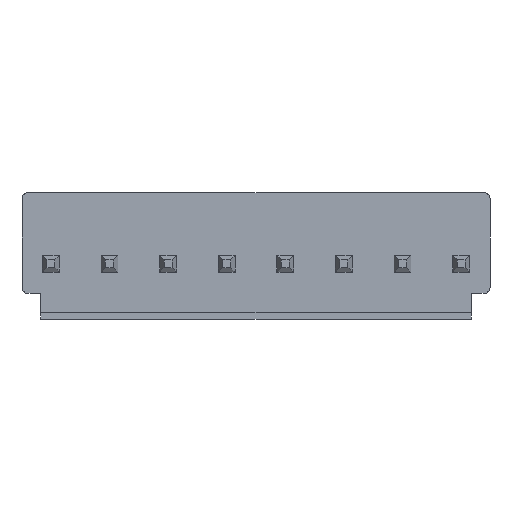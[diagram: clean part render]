
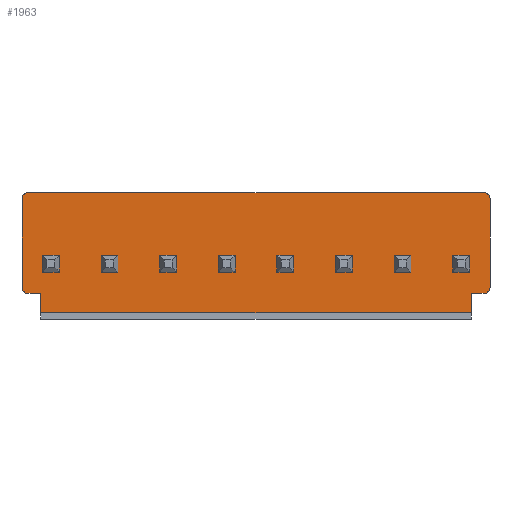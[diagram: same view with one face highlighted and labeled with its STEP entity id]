
A CAD part, front view. The second image highlights one B-rep face of the part: STEP entity #1963.
In plain terms, the highlighted planar face has unit normal (0, -1, 0).
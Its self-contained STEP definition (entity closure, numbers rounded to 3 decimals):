
#32=PLANE('',#2119);
#161=FACE_OUTER_BOUND('',#293,.T.);
#293=EDGE_LOOP('',(#1413,#1414,#1415,#1416,#1417,#1418,#1419,#1420,#1421,
#1422,#1423,#1424));
#425=LINE('',#2817,#693);
#428=LINE('',#2823,#696);
#429=LINE('',#2825,#697);
#430=LINE('',#2827,#698);
#431=LINE('',#2829,#699);
#432=LINE('',#2831,#700);
#433=LINE('',#2835,#701);
#434=LINE('',#2839,#702);
#693=VECTOR('',#2267,10.);
#696=VECTOR('',#2272,10.);
#697=VECTOR('',#2273,10.);
#698=VECTOR('',#2274,10.);
#699=VECTOR('',#2275,10.);
#700=VECTOR('',#2276,10.);
#701=VECTOR('',#2279,10.);
#702=VECTOR('',#2282,10.);
#960=CIRCLE('',#2117,0.4);
#961=CIRCLE('',#2120,0.4);
#962=CIRCLE('',#2121,0.4);
#963=CIRCLE('',#2122,0.4);
#969=VERTEX_POINT('',#2810);
#970=VERTEX_POINT('',#2812);
#971=VERTEX_POINT('',#2816);
#973=VERTEX_POINT('',#2822);
#974=VERTEX_POINT('',#2824);
#975=VERTEX_POINT('',#2826);
#976=VERTEX_POINT('',#2828);
#977=VERTEX_POINT('',#2830);
#978=VERTEX_POINT('',#2832);
#979=VERTEX_POINT('',#2834);
#980=VERTEX_POINT('',#2836);
#981=VERTEX_POINT('',#2838);
#1131=EDGE_CURVE('',#969,#970,#960,.T.);
#1133=EDGE_CURVE('',#971,#970,#425,.T.);
#1136=EDGE_CURVE('',#969,#973,#428,.T.);
#1137=EDGE_CURVE('',#974,#973,#429,.T.);
#1138=EDGE_CURVE('',#974,#975,#430,.T.);
#1139=EDGE_CURVE('',#976,#975,#431,.T.);
#1140=EDGE_CURVE('',#976,#977,#432,.T.);
#1141=EDGE_CURVE('',#978,#977,#961,.T.);
#1142=EDGE_CURVE('',#978,#979,#433,.T.);
#1143=EDGE_CURVE('',#980,#979,#962,.T.);
#1144=EDGE_CURVE('',#980,#981,#434,.T.);
#1145=EDGE_CURVE('',#971,#981,#963,.T.);
#1413=ORIENTED_EDGE('',*,*,#1131,.F.);
#1414=ORIENTED_EDGE('',*,*,#1136,.T.);
#1415=ORIENTED_EDGE('',*,*,#1137,.F.);
#1416=ORIENTED_EDGE('',*,*,#1138,.T.);
#1417=ORIENTED_EDGE('',*,*,#1139,.F.);
#1418=ORIENTED_EDGE('',*,*,#1140,.T.);
#1419=ORIENTED_EDGE('',*,*,#1141,.F.);
#1420=ORIENTED_EDGE('',*,*,#1142,.T.);
#1421=ORIENTED_EDGE('',*,*,#1143,.F.);
#1422=ORIENTED_EDGE('',*,*,#1144,.T.);
#1423=ORIENTED_EDGE('',*,*,#1145,.F.);
#1424=ORIENTED_EDGE('',*,*,#1133,.T.);
#1963=ADVANCED_FACE('',(#161),#32,.F.);
#2117=AXIS2_PLACEMENT_3D('',#2813,#2262,#2263);
#2119=AXIS2_PLACEMENT_3D('',#2821,#2270,#2271);
#2120=AXIS2_PLACEMENT_3D('',#2833,#2277,#2278);
#2121=AXIS2_PLACEMENT_3D('',#2837,#2280,#2281);
#2122=AXIS2_PLACEMENT_3D('',#2840,#2283,#2284);
#2262=DIRECTION('center_axis',(0.,1.,0.));
#2263=DIRECTION('ref_axis',(-0.707,0.,-0.707));
#2267=DIRECTION('',(0.,0.,-1.));
#2270=DIRECTION('center_axis',(0.,1.,0.));
#2271=DIRECTION('ref_axis',(1.,0.,0.));
#2272=DIRECTION('',(1.,0.,0.));
#2273=DIRECTION('',(0.,0.,1.));
#2274=DIRECTION('',(1.,0.,0.));
#2275=DIRECTION('',(0.,0.,-1.));
#2276=DIRECTION('',(1.,0.,0.));
#2277=DIRECTION('center_axis',(0.,1.,0.));
#2278=DIRECTION('ref_axis',(0.707,0.,-0.707));
#2279=DIRECTION('',(0.,0.,1.));
#2280=DIRECTION('center_axis',(0.,1.,0.));
#2281=DIRECTION('ref_axis',(0.707,0.,0.707));
#2282=DIRECTION('',(-1.,0.,0.));
#2283=DIRECTION('center_axis',(0.,1.,0.));
#2284=DIRECTION('ref_axis',(-0.707,0.,0.707));
#2810=CARTESIAN_POINT('',(-15.41,0.,-3.4));
#2812=CARTESIAN_POINT('',(-15.81,0.,-3.));
#2813=CARTESIAN_POINT('Origin',(-15.41,0.,-3.));
#2816=CARTESIAN_POINT('',(-15.81,0.,3.));
#2817=CARTESIAN_POINT('',(-15.81,0.,3.4));
#2821=CARTESIAN_POINT('Origin',(0.,0.,0.));
#2822=CARTESIAN_POINT('',(-14.54,0.,-3.4));
#2823=CARTESIAN_POINT('',(-15.81,0.,-3.4));
#2824=CARTESIAN_POINT('',(-14.54,0.,-4.7));
#2825=CARTESIAN_POINT('',(-14.54,0.,-3.4));
#2826=CARTESIAN_POINT('',(14.54,0.,-4.7));
#2827=CARTESIAN_POINT('',(0.,0.,-4.7));
#2828=CARTESIAN_POINT('',(14.54,0.,-3.4));
#2829=CARTESIAN_POINT('',(14.54,0.,-3.4));
#2830=CARTESIAN_POINT('',(15.41,0.,-3.4));
#2831=CARTESIAN_POINT('',(-15.81,0.,-3.4));
#2832=CARTESIAN_POINT('',(15.81,0.,-3.));
#2833=CARTESIAN_POINT('Origin',(15.41,0.,-3.));
#2834=CARTESIAN_POINT('',(15.81,0.,3.));
#2835=CARTESIAN_POINT('',(15.81,0.,-3.4));
#2836=CARTESIAN_POINT('',(15.41,0.,3.4));
#2837=CARTESIAN_POINT('Origin',(15.41,0.,3.));
#2838=CARTESIAN_POINT('',(-15.41,0.,3.4));
#2839=CARTESIAN_POINT('',(15.81,0.,3.4));
#2840=CARTESIAN_POINT('Origin',(-15.41,0.,3.));
